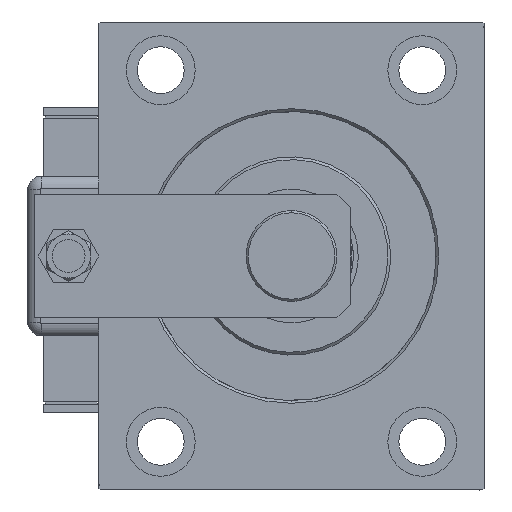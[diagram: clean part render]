
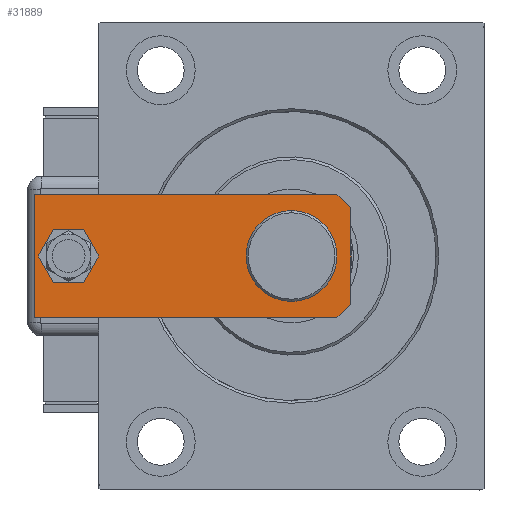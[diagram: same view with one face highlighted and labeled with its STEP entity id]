
A CAD part, left-side view. The second image highlights one B-rep face of the part: STEP entity #31889.
In plain terms, the highlighted face is planar.
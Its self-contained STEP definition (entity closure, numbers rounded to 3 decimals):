
#361 = VECTOR ( 'NONE', #7080, 1000. ) ;
#913 = EDGE_CURVE ( 'NONE', #40907, #22911, #57338, .T. ) ;
#1430 = CARTESIAN_POINT ( 'NONE',  ( 16.5, 21.5, 0. ) ) ;
#1823 = DIRECTION ( 'NONE',  ( 1., 0., 0. ) ) ;
#2793 = CIRCLE ( 'NONE', #46611, 7. ) ;
#3165 = ORIENTED_EDGE ( 'NONE', *, *, #38819, .T. ) ;
#3517 = VECTOR ( 'NONE', #50829, 1000. ) ;
#3580 = VERTEX_POINT ( 'NONE', #1430 ) ;
#3932 = CARTESIAN_POINT ( 'NONE',  ( 0., 102.5, 0. ) ) ;
#4555 = DIRECTION ( 'NONE',  ( 1., 0., 0. ) ) ;
#6182 = LINE ( 'NONE', #24790, #361 ) ;
#6284 = LINE ( 'NONE', #10560, #20290 ) ;
#6533 = CIRCLE ( 'NONE', #46452, 7. ) ;
#7080 = DIRECTION ( 'NONE',  ( 0., -1., 0. ) ) ;
#7564 = EDGE_LOOP ( 'NONE', ( #8285, #57912 ) ) ;
#8285 = ORIENTED_EDGE ( 'NONE', *, *, #40151, .T. ) ;
#9873 = CARTESIAN_POINT ( 'NONE',  ( -22.5, 5., 0. ) ) ;
#9995 = LINE ( 'NONE', #56619, #3517 ) ;
#10198 = EDGE_CURVE ( 'NONE', #22911, #17090, #18488, .T. ) ;
#10560 = CARTESIAN_POINT ( 'NONE',  ( 22.5, 5., 0. ) ) ;
#11214 = EDGE_CURVE ( 'NONE', #3580, #11938, #46296, .T. ) ;
#11253 = DIRECTION ( 'NONE',  ( 0., 0., 1. ) ) ;
#11501 = CARTESIAN_POINT ( 'NONE',  ( -17.5, 0., 0. ) ) ;
#11938 = VERTEX_POINT ( 'NONE', #53458 ) ;
#12106 = CIRCLE ( 'NONE', #56871, 16.5 ) ;
#12214 = AXIS2_PLACEMENT_3D ( 'NONE', #13253, #44949, #40979 ) ;
#12870 = ORIENTED_EDGE ( 'NONE', *, *, #51458, .T. ) ;
#13253 = CARTESIAN_POINT ( 'NONE',  ( 0., 21.5, 0. ) ) ;
#13728 = PLANE ( 'NONE',  #31827 ) ;
#15601 = CARTESIAN_POINT ( 'NONE',  ( -7., 102.5, 0. ) ) ;
#16317 = CARTESIAN_POINT ( 'NONE',  ( 22.5, 5., 0. ) ) ;
#17090 = VERTEX_POINT ( 'NONE', #48779 ) ;
#17955 = DIRECTION ( 'NONE',  ( 1., 0., 0. ) ) ;
#18055 = CARTESIAN_POINT ( 'NONE',  ( 7., 102.5, 0. ) ) ;
#18325 = FACE_OUTER_BOUND ( 'NONE', #40017, .T. ) ;
#18488 = LINE ( 'NONE', #37061, #52068 ) ;
#20069 = EDGE_CURVE ( 'NONE', #17090, #42892, #6182, .T. ) ;
#20290 = VECTOR ( 'NONE', #48319, 1000. ) ;
#22911 = VERTEX_POINT ( 'NONE', #57281 ) ;
#24071 = VERTEX_POINT ( 'NONE', #11501 ) ;
#24790 = CARTESIAN_POINT ( 'NONE',  ( -22.5, 115., 0. ) ) ;
#25056 = ORIENTED_EDGE ( 'NONE', *, *, #55619, .T. ) ;
#26679 = ORIENTED_EDGE ( 'NONE', *, *, #913, .F. ) ;
#28833 = DIRECTION ( 'NONE',  ( -1., 0., 0. ) ) ;
#30434 = VERTEX_POINT ( 'NONE', #18055 ) ;
#31827 = AXIS2_PLACEMENT_3D ( 'NONE', #32325, #11253, #1823 ) ;
#31889 = ADVANCED_FACE ( 'NONE', ( #18325, #36908, #55483 ), #13728, .F. ) ;
#32249 = ORIENTED_EDGE ( 'NONE', *, *, #50534, .F. ) ;
#32325 = CARTESIAN_POINT ( 'NONE',  ( 0., 0., 0. ) ) ;
#36400 = VECTOR ( 'NONE', #17955, 1000. ) ;
#36559 = CARTESIAN_POINT ( 'NONE',  ( 0., 21.5, 0. ) ) ;
#36908 = FACE_BOUND ( 'NONE', #7564, .T. ) ;
#37061 = CARTESIAN_POINT ( 'NONE',  ( 22.5, 115., 0. ) ) ;
#37214 = ORIENTED_EDGE ( 'NONE', *, *, #11214, .T. ) ;
#37918 = CARTESIAN_POINT ( 'NONE',  ( 0., 102.5, 0. ) ) ;
#38561 = CARTESIAN_POINT ( 'NONE',  ( 17.5, 0., 0. ) ) ;
#38819 = EDGE_CURVE ( 'NONE', #40907, #46504, #6284, .T. ) ;
#39951 = ORIENTED_EDGE ( 'NONE', *, *, #10198, .F. ) ;
#40017 = EDGE_LOOP ( 'NONE', ( #32249, #25056, #51001, #39951, #26679, #3165 ) ) ;
#40151 = EDGE_CURVE ( 'NONE', #59110, #30434, #2793, .T. ) ;
#40200 = DIRECTION ( 'NONE',  ( 0., 0., 1. ) ) ;
#40907 = VERTEX_POINT ( 'NONE', #16317 ) ;
#40979 = DIRECTION ( 'NONE',  ( 1., 0., 0. ) ) ;
#41127 = DIRECTION ( 'NONE',  ( 0., 0., 1. ) ) ;
#41418 = LINE ( 'NONE', #59686, #36400 ) ;
#42892 = VERTEX_POINT ( 'NONE', #9873 ) ;
#44949 = DIRECTION ( 'NONE',  ( 0., 0., 1. ) ) ;
#45866 = EDGE_LOOP ( 'NONE', ( #12870, #37214 ) ) ;
#46296 = CIRCLE ( 'NONE', #12214, 16.5 ) ;
#46452 = AXIS2_PLACEMENT_3D ( 'NONE', #3932, #40200, #54512 ) ;
#46504 = VERTEX_POINT ( 'NONE', #38561 ) ;
#46611 = AXIS2_PLACEMENT_3D ( 'NONE', #37918, #57667, #48540 ) ;
#48319 = DIRECTION ( 'NONE',  ( -0.707, -0.707, 0. ) ) ;
#48540 = DIRECTION ( 'NONE',  ( 1., 0., 0. ) ) ;
#48779 = CARTESIAN_POINT ( 'NONE',  ( -22.5, 115., 0. ) ) ;
#49752 = VECTOR ( 'NONE', #59730, 1000. ) ;
#50534 = EDGE_CURVE ( 'NONE', #24071, #46504, #41418, .T. ) ;
#50829 = DIRECTION ( 'NONE',  ( -0.707, 0.707, 0. ) ) ;
#51001 = ORIENTED_EDGE ( 'NONE', *, *, #20069, .F. ) ;
#51458 = EDGE_CURVE ( 'NONE', #11938, #3580, #12106, .T. ) ;
#52068 = VECTOR ( 'NONE', #28833, 1000. ) ;
#53458 = CARTESIAN_POINT ( 'NONE',  ( -16.5, 21.5, 0. ) ) ;
#54512 = DIRECTION ( 'NONE',  ( 1., 0., 0. ) ) ;
#55462 = CARTESIAN_POINT ( 'NONE',  ( 22.5, 0., 0. ) ) ;
#55483 = FACE_BOUND ( 'NONE', #45866, .T. ) ;
#55619 = EDGE_CURVE ( 'NONE', #24071, #42892, #9995, .T. ) ;
#56619 = CARTESIAN_POINT ( 'NONE',  ( -17.5, 0., 0. ) ) ;
#56871 = AXIS2_PLACEMENT_3D ( 'NONE', #36559, #41127, #4555 ) ;
#57281 = CARTESIAN_POINT ( 'NONE',  ( 22.5, 115., 0. ) ) ;
#57338 = LINE ( 'NONE', #55462, #49752 ) ;
#57667 = DIRECTION ( 'NONE',  ( 0., 0., 1. ) ) ;
#57912 = ORIENTED_EDGE ( 'NONE', *, *, #58554, .T. ) ;
#58554 = EDGE_CURVE ( 'NONE', #30434, #59110, #6533, .T. ) ;
#59110 = VERTEX_POINT ( 'NONE', #15601 ) ;
#59686 = CARTESIAN_POINT ( 'NONE',  ( -22.5, 0., 0. ) ) ;
#59730 = DIRECTION ( 'NONE',  ( 0., 1., 0. ) ) ;
